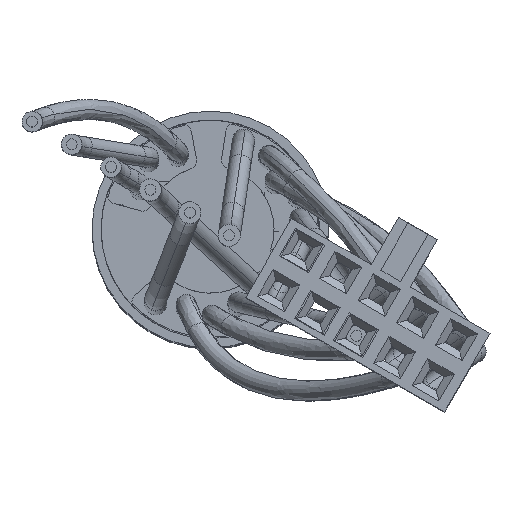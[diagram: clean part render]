
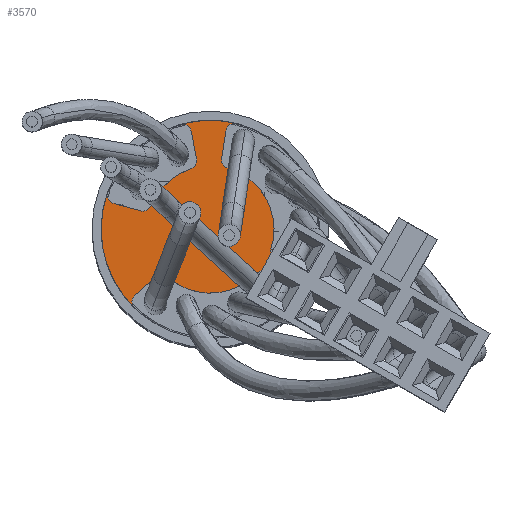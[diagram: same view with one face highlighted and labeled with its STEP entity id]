
A CAD part, top view. The second image highlights one B-rep face of the part: STEP entity #3570.
In plain terms, the highlighted planar face has unit normal (0, 0, 1).
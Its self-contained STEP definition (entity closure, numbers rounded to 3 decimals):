
#2934=CARTESIAN_POINT('',(0.,0.,32.91));
#2935=DIRECTION('',(0.,0.,1.));
#2936=DIRECTION('',(0.246,0.969,0.));
#2937=AXIS2_PLACEMENT_3D('',#2934,#2935,#2936);
#2977=CARTESIAN_POINT('',(-1.536,5.281,32.91));
#2978=DIRECTION('',(0.,0.,-1.));
#2979=DIRECTION('',(-0.279,0.96,0.));
#2980=AXIS2_PLACEMENT_3D('',#2977,#2978,#2979);
#2987=CARTESIAN_POINT('',(5.175,-1.862,32.91));
#2988=DIRECTION('',(0.,0.,1.));
#2989=DIRECTION('',(-0.423,-0.906,0.));
#2990=AXIS2_PLACEMENT_3D('',#2987,#2988,#2989);
#2992=CARTESIAN_POINT('',(0.,0.,32.91));
#2993=DIRECTION('',(0.,0.,1.));
#2994=DIRECTION('',(0.741,-0.672,0.));
#2995=AXIS2_PLACEMENT_3D('',#2992,#2993,#2994);
#2997=CARTESIAN_POINT('',(0.,0.,32.91));
#2998=DIRECTION('',(0.,0.,1.));
#2999=DIRECTION('',(-0.938,0.346,0.));
#3000=AXIS2_PLACEMENT_3D('',#2997,#2998,#2999);
#3002=CARTESIAN_POINT('',(-3.704,1.51,32.91));
#3003=DIRECTION('',(0.,0.,1.));
#3004=DIRECTION('',(-0.259,-0.966,0.));
#3005=AXIS2_PLACEMENT_3D('',#3002,#3003,#3004);
#3007=CARTESIAN_POINT('',(-1.248,3.8,32.91));
#3008=DIRECTION('',(0.,0.,1.));
#3009=DIRECTION('',(0.312,-0.95,0.));
#3010=AXIS2_PLACEMENT_3D('',#3007,#3008,#3009);
#3012=CARTESIAN_POINT('',(1.351,5.332,32.91));
#3013=DIRECTION('',(0.,0.,1.));
#3014=DIRECTION('',(0.246,0.969,0.));
#3015=AXIS2_PLACEMENT_3D('',#3012,#3013,#3014);
#3017=DIRECTION('',(-0.156,-0.988,0.));
#3018=VECTOR('',#3017,1.509);
#3019=CARTESIAN_POINT('',(0.857,5.41,32.91));
#3020=LINE('',#3019,#3018);
#3108=DIRECTION('',(-0.755,-0.656,0.));
#3109=VECTOR('',#3108,1.509);
#3110=CARTESIAN_POINT('',(-2.995,-2.604,32.91));
#3111=LINE('',#3110,#3109);
#3120=CARTESIAN_POINT('',(-2.667,-2.981,32.91));
#3121=DIRECTION('',(0.,0.,-1.));
#3122=DIRECTION('',(-0.656,0.755,0.));
#3123=AXIS2_PLACEMENT_3D('',#3120,#3121,#3122);
#3130=CARTESIAN_POINT('',(0.,0.,32.91));
#3131=DIRECTION('',(0.,0.,1.));
#3132=DIRECTION('',(-0.667,-0.745,0.));
#3133=AXIS2_PLACEMENT_3D('',#3130,#3131,#3132);
#3143=CARTESIAN_POINT('',(2.869,-2.788,32.91));
#3144=DIRECTION('',(0.,0.,-1.));
#3145=DIRECTION('',(-0.717,0.697,0.));
#3146=AXIS2_PLACEMENT_3D('',#3143,#3144,#3145);
#3153=DIRECTION('',(-0.799,0.602,0.));
#3154=VECTOR('',#3153,1.509);
#3155=CARTESIAN_POINT('',(4.374,-3.296,32.91));
#3156=LINE('',#3155,#3154);
#3165=CARTESIAN_POINT('',(4.073,-3.696,32.91));
#3166=DIRECTION('',(0.,0.,-1.));
#3167=DIRECTION('',(0.602,0.799,0.));
#3168=AXIS2_PLACEMENT_3D('',#3165,#3166,#3167);
#3175=CARTESIAN_POINT('',(-3.806,-3.971,32.91));
#3176=DIRECTION('',(0.,0.,-1.));
#3177=DIRECTION('',(-0.692,-0.722,0.));
#3178=AXIS2_PLACEMENT_3D('',#3175,#3176,#3177);
#3185=DIRECTION('',(0.906,-0.423,0.));
#3186=VECTOR('',#3185,1.509);
#3187=CARTESIAN_POINT('',(3.597,-1.677,32.91));
#3188=LINE('',#3187,#3186);
#3197=CARTESIAN_POINT('',(3.808,-1.224,32.91));
#3198=DIRECTION('',(0.,0.,-1.));
#3199=DIRECTION('',(-0.423,-0.906,0.));
#3200=AXIS2_PLACEMENT_3D('',#3197,#3198,#3199);
#3207=CARTESIAN_POINT('',(0.,0.,32.91));
#3208=DIRECTION('',(0.,0.,1.));
#3209=DIRECTION('',(0.952,-0.306,0.));
#3210=AXIS2_PLACEMENT_3D('',#3207,#3208,#3209);
#3220=CARTESIAN_POINT('',(1.115,3.842,32.91));
#3221=DIRECTION('',(0.,0.,-1.));
#3222=DIRECTION('',(-0.279,-0.96,0.));
#3223=AXIS2_PLACEMENT_3D('',#3220,#3221,#3222);
#3230=DIRECTION('',(-0.191,0.982,0.));
#3231=VECTOR('',#3230,1.509);
#3232=CARTESIAN_POINT('',(-0.757,3.896,32.91));
#3233=LINE('',#3232,#3231);
#3242=CARTESIAN_POINT('',(0.,0.,32.91));
#3243=DIRECTION('',(0.,0.,1.));
#3244=DIRECTION('',(-0.312,0.95,0.));
#3245=AXIS2_PLACEMENT_3D('',#3242,#3243,#3244);
#3255=DIRECTION('',(0.966,-0.259,0.));
#3256=VECTOR('',#3255,1.509);
#3257=CARTESIAN_POINT('',(-5.291,1.418,32.91));
#3258=LINE('',#3257,#3256);
#3267=CARTESIAN_POINT('',(-5.161,1.901,32.91));
#3268=DIRECTION('',(0.,0.,-1.));
#3269=DIRECTION('',(-0.259,-0.966,0.));
#3270=AXIS2_PLACEMENT_3D('',#3267,#3268,#3269);
#3341=CARTESIAN_POINT('',(0.857,5.41,32.91));
#3342=CARTESIAN_POINT('',(0.621,3.92,32.91));
#3343=VERTEX_POINT('',#3341);
#3344=VERTEX_POINT('',#3342);
#3345=CARTESIAN_POINT('',(3.332,-1.071,32.91));
#3346=CARTESIAN_POINT('',(0.975,3.361,32.91));
#3347=VERTEX_POINT('',#3345);
#3348=VERTEX_POINT('',#3346);
#3349=CARTESIAN_POINT('',(3.597,-1.677,32.91));
#3350=CARTESIAN_POINT('',(4.964,-2.315,32.91));
#3351=VERTEX_POINT('',#3349);
#3352=VERTEX_POINT('',#3350);
#3353=CARTESIAN_POINT('',(-0.757,3.896,32.91));
#3354=CARTESIAN_POINT('',(-1.045,5.377,32.91));
#3355=VERTEX_POINT('',#3353);
#3356=VERTEX_POINT('',#3354);
#3357=CARTESIAN_POINT('',(-5.291,1.418,32.91));
#3358=CARTESIAN_POINT('',(-3.833,1.027,32.91));
#3359=VERTEX_POINT('',#3357);
#3360=VERTEX_POINT('',#3358);
#3361=CARTESIAN_POINT('',(-1.092,3.325,32.91));
#3362=CARTESIAN_POINT('',(-3.241,1.321,32.91));
#3363=VERTEX_POINT('',#3361);
#3364=VERTEX_POINT('',#3362);
#3365=CARTESIAN_POINT('',(-2.995,-2.604,32.91));
#3366=CARTESIAN_POINT('',(-4.134,-3.593,32.91));
#3367=VERTEX_POINT('',#3365);
#3368=VERTEX_POINT('',#3366);
#3369=CARTESIAN_POINT('',(4.374,-3.296,32.91));
#3370=CARTESIAN_POINT('',(3.169,-2.388,32.91));
#3371=VERTEX_POINT('',#3369);
#3372=VERTEX_POINT('',#3370);
#3373=CARTESIAN_POINT('',(-2.334,-2.608,32.91));
#3374=CARTESIAN_POINT('',(2.51,-2.439,32.91));
#3375=VERTEX_POINT('',#3373);
#3376=VERTEX_POINT('',#3374);
#3377=CARTESIAN_POINT('',(1.473,5.816,32.91));
#3378=VERTEX_POINT('',#3377);
#3379=CARTESIAN_POINT('',(-1.676,5.761,32.91));
#3380=VERTEX_POINT('',#3379);
#3383=CARTESIAN_POINT('',(-5.63,2.073,32.91));
#3384=VERTEX_POINT('',#3383);
#3387=CARTESIAN_POINT('',(5.646,-2.031,32.91));
#3388=VERTEX_POINT('',#3387);
#3389=CARTESIAN_POINT('',(4.444,-4.032,32.91));
#3390=VERTEX_POINT('',#3389);
#3391=CARTESIAN_POINT('',(-4.152,-4.332,32.91));
#3392=VERTEX_POINT('',#3391);
#3519=CARTESIAN_POINT('',(0.,0.,32.91));
#3520=DIRECTION('',(0.,0.,1.));
#3521=DIRECTION('',(0.,-1.,0.));
#3522=AXIS2_PLACEMENT_3D('',#3519,#3520,#3521);
#3523=PLANE('',#3522);
#3525=ORIENTED_EDGE('',*,*,#3524,.T.);
#3527=ORIENTED_EDGE('',*,*,#3526,.F.);
#3529=ORIENTED_EDGE('',*,*,#3528,.F.);
#3531=ORIENTED_EDGE('',*,*,#3530,.F.);
#3533=ORIENTED_EDGE('',*,*,#3532,.T.);
#3535=ORIENTED_EDGE('',*,*,#3534,.T.);
#3536=ORIENTED_EDGE('',*,*,#3471,.F.);
#3538=ORIENTED_EDGE('',*,*,#3537,.F.);
#3540=ORIENTED_EDGE('',*,*,#3539,.T.);
#3542=ORIENTED_EDGE('',*,*,#3541,.F.);
#3544=ORIENTED_EDGE('',*,*,#3543,.F.);
#3546=ORIENTED_EDGE('',*,*,#3545,.F.);
#3548=ORIENTED_EDGE('',*,*,#3547,.T.);
#3550=ORIENTED_EDGE('',*,*,#3549,.F.);
#3551=ORIENTED_EDGE('',*,*,#3447,.F.);
#3553=ORIENTED_EDGE('',*,*,#3552,.F.);
#3555=ORIENTED_EDGE('',*,*,#3554,.T.);
#3557=ORIENTED_EDGE('',*,*,#3556,.T.);
#3559=ORIENTED_EDGE('',*,*,#3558,.F.);
#3561=ORIENTED_EDGE('',*,*,#3560,.T.);
#3563=ORIENTED_EDGE('',*,*,#3562,.T.);
#3564=ORIENTED_EDGE('',*,*,#3509,.F.);
#3565=ORIENTED_EDGE('',*,*,#3463,.F.);
#3567=ORIENTED_EDGE('',*,*,#3566,.T.);
#3568=EDGE_LOOP('',(#3525,#3527,#3529,#3531,#3533,#3535,#3536,#3538,#3540,#3542,
#3544,#3546,#3548,#3550,#3551,#3553,#3555,#3557,#3559,#3561,#3563,#3564,#3565,
#3567));
#3569=FACE_OUTER_BOUND('',#3568,.F.);
#3570=ADVANCED_FACE('',(#3569),#3523,.T.);
#2938=CIRCLE('',#2937,6.);
#2981=CIRCLE('',#2980,0.5);
#2991=CIRCLE('',#2990,0.5);
#2996=CIRCLE('',#2995,6.);
#3001=CIRCLE('',#3000,6.);
#3006=CIRCLE('',#3005,0.5);
#3011=CIRCLE('',#3010,0.5);
#3016=CIRCLE('',#3015,0.5);
#3124=CIRCLE('',#3123,0.5);
#3134=CIRCLE('',#3133,3.5);
#3147=CIRCLE('',#3146,0.5);
#3169=CIRCLE('',#3168,0.5);
#3179=CIRCLE('',#3178,0.5);
#3201=CIRCLE('',#3200,0.5);
#3211=CIRCLE('',#3210,3.5);
#3224=CIRCLE('',#3223,0.5);
#3246=CIRCLE('',#3245,3.5);
#3271=CIRCLE('',#3270,0.5);
#3447=EDGE_CURVE('',#3384,#3392,#3001,.T.);
#3463=EDGE_CURVE('',#3378,#3380,#2938,.T.);
#3471=EDGE_CURVE('',#3390,#3388,#2996,.T.);
#3509=EDGE_CURVE('',#3380,#3356,#2981,.T.);
#3524=EDGE_CURVE('',#3343,#3344,#3020,.T.);
#3526=EDGE_CURVE('',#3348,#3344,#3224,.T.);
#3528=EDGE_CURVE('',#3347,#3348,#3211,.T.);
#3530=EDGE_CURVE('',#3351,#3347,#3201,.T.);
#3532=EDGE_CURVE('',#3351,#3352,#3188,.T.);
#3534=EDGE_CURVE('',#3352,#3388,#2991,.T.);
#3537=EDGE_CURVE('',#3371,#3390,#3169,.T.);
#3539=EDGE_CURVE('',#3371,#3372,#3156,.T.);
#3541=EDGE_CURVE('',#3376,#3372,#3147,.T.);
#3543=EDGE_CURVE('',#3375,#3376,#3134,.T.);
#3545=EDGE_CURVE('',#3367,#3375,#3124,.T.);
#3547=EDGE_CURVE('',#3367,#3368,#3111,.T.);
#3549=EDGE_CURVE('',#3392,#3368,#3179,.T.);
#3552=EDGE_CURVE('',#3359,#3384,#3271,.T.);
#3554=EDGE_CURVE('',#3359,#3360,#3258,.T.);
#3556=EDGE_CURVE('',#3360,#3364,#3006,.T.);
#3558=EDGE_CURVE('',#3363,#3364,#3246,.T.);
#3560=EDGE_CURVE('',#3363,#3355,#3011,.T.);
#3562=EDGE_CURVE('',#3355,#3356,#3233,.T.);
#3566=EDGE_CURVE('',#3378,#3343,#3016,.T.);
